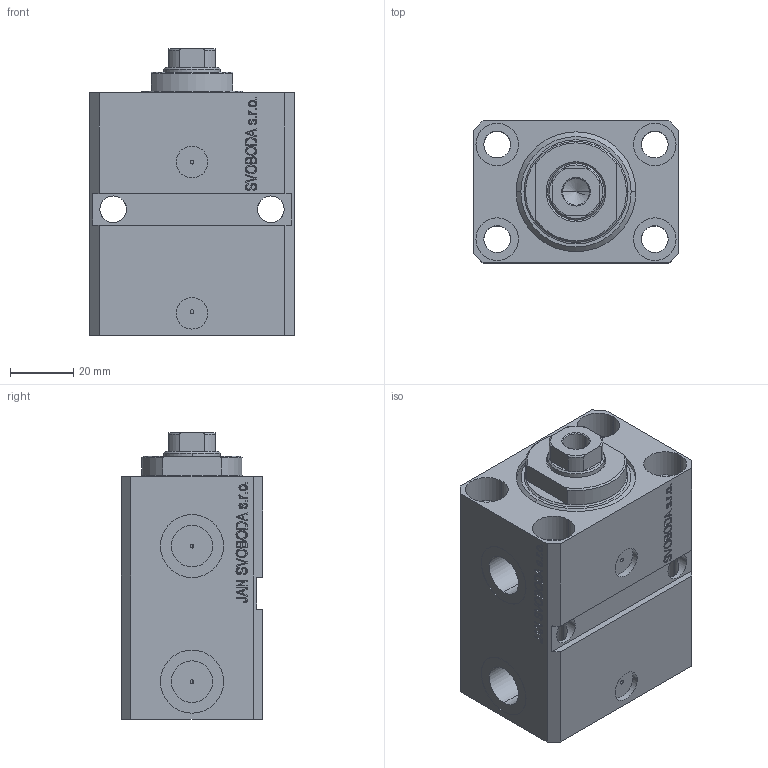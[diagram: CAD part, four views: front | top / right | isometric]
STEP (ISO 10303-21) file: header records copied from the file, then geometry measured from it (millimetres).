
FILE_DESCRIPTION (( 'STEP AP203' ), '1' );
FILE_NAME ('00e2.STEP', '2025-10-27T08:53:27', ( '' ), ( '' ), 'SwSTEP 2.0', 'SolidWorks 2019', '' );
FILE_SCHEMA (( 'CONFIG_CONTROL_DESIGN' ));
Length unit declared in the file: millimetre
Products named in the file (4): V250CE_E_Body 1fc9645e173ab293005311d3219fb44c; V250CE_VC_E 1fc9645e173ab293005311d3219fb44c; 00e2; V250CE_C_VCP 1fc9645e173ab293005311d3219fb44c
Assembly tree (3 placements, depth 2):
  00e2
    V250CE_E_Body 1fc9645e173ab293005311d3219fb44c
    V250CE_C_VCP 1fc9645e173ab293005311d3219fb44c
    V250CE_VC_E 1fc9645e173ab293005311d3219fb44c
Bounding box: 65 x 45 x 91 mm (x, y, z)
Volume: 188097.7 mm3; surface area: 53395.7 mm2
Topology: 3 solids, 3 shells, 913 faces, 2351 edges, 1544 vertices
Faces by surface type: plane 439, bspline 360, cylinder 96, cone 12, torus 6
Entity records: 44979 total; most frequent: CARTESIAN_POINT 24705, ORIENTED_EDGE 4698, DIRECTION 2877, EDGE_CURVE 2349, VERTEX_POINT 1544, LINE 1409, VECTOR 1409, EDGE_LOOP 1049
